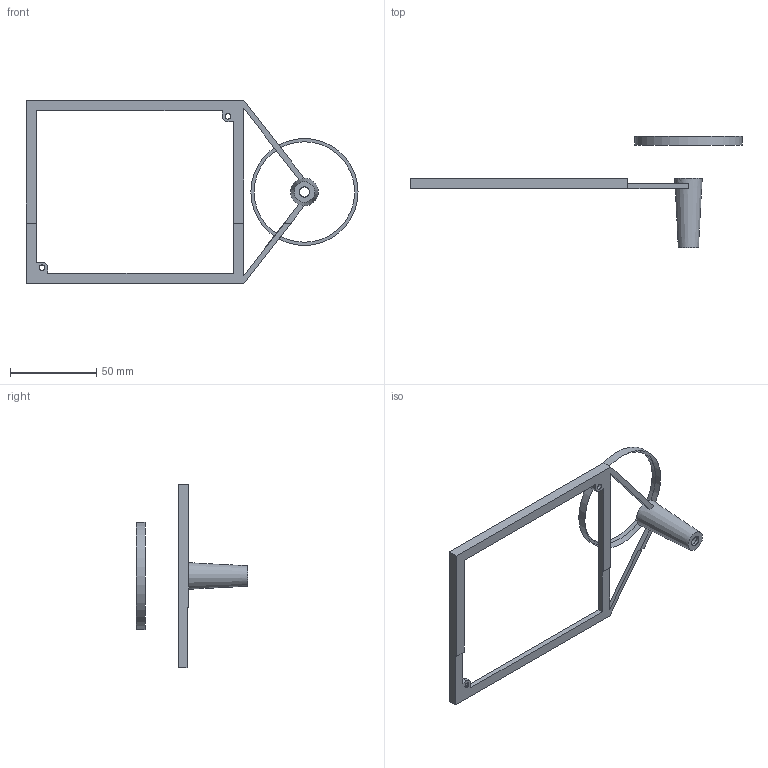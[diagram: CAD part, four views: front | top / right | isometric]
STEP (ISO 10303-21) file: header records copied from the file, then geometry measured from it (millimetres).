
FILE_DESCRIPTION(/* description */ (''),/* implementation_level */ '2;1');
FILE_NAME(/* name */ 'ResoarHllare.stp',/* time_stamp */ '2025-01-29T15:46:18+01:00',/* author */ ('24oscnor'),/* organization */ (''),/* preprocessor_version */ 'ST-DEVELOPER v20',/* originating_system */ 'Autodesk Inventor 2025',/* authorisation */ '');
FILE_SCHEMA (('AUTOMOTIVE_DESIGN { 1 0 10303 214 3 1 1 }'));
Length unit declared in the file: millimetre
Products named in the file (1): ResoarHållare
Bounding box: 191.98 x 64.28 x 106 mm (x, y, z)
Volume: 29120.4 mm3; surface area: 23399.7 mm2
Topology: 2 solids, 2 shells, 54 faces, 145 edges, 97 vertices
Faces by surface type: plane 39, cylinder 10, cone 5
Full cylindrical faces by diameter (mm): 3.25 x2, 5.5 x2, 5.827 x1, 6 x1, 58.106 x1, 61.963 x1
Entity records: 1755 total; most frequent: CARTESIAN_POINT 299, DIRECTION 286, ORIENTED_EDGE 284, EDGE_CURVE 142, LINE 110, VECTOR 110, VERTEX_POINT 92, AXIS2_PLACEMENT_3D 88
